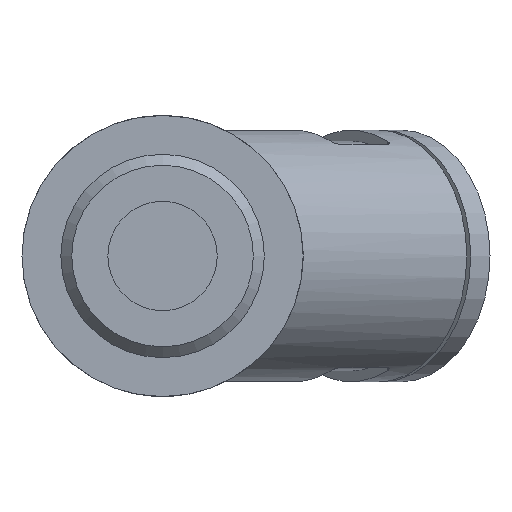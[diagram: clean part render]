
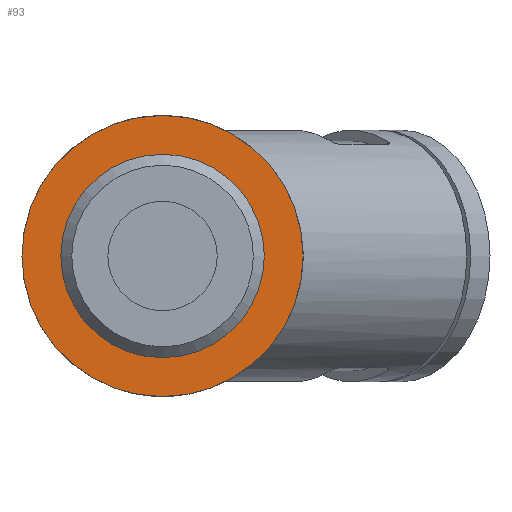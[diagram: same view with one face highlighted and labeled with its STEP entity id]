
A CAD part, front view. The second image highlights one B-rep face of the part: STEP entity #93.
In plain terms, the highlighted planar face has unit normal (0, -1, 0).
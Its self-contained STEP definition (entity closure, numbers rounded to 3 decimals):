
#93 = ADVANCED_FACE( '', ( #163, #164 ), #165, .F. );
#163 = FACE_BOUND( '', #260, .T. );
#164 = FACE_OUTER_BOUND( '', #261, .T. );
#165 = PLANE( '', #262 );
#260 = EDGE_LOOP( '', ( #457 ) );
#261 = EDGE_LOOP( '', ( #458 ) );
#262 = AXIS2_PLACEMENT_3D( '', #459, #460, #461 );
#457 = ORIENTED_EDGE( '', *, *, #673, .F. );
#458 = ORIENTED_EDGE( '', *, *, #672, .F. );
#459 = CARTESIAN_POINT( '', ( 3.55, 5.5, 0. ) );
#460 = DIRECTION( '', ( 0., 1., 0. ) );
#461 = DIRECTION( '', ( 0., 0., 1. ) );
#672 = EDGE_CURVE( '', #814, #814, #815, .T. );
#673 = EDGE_CURVE( '', #816, #816, #817, .F. );
#814 = VERTEX_POINT( '', #1167 );
#815 = CIRCLE( '', #1168, 12.85 );
#816 = VERTEX_POINT( '', #1169 );
#817 = CIRCLE( '', #1170, 9.3 );
#1167 = CARTESIAN_POINT( '', ( 3.55, 5.5, 12.85 ) );
#1168 = AXIS2_PLACEMENT_3D( '', #1375, #1376, #1377 );
#1169 = CARTESIAN_POINT( '', ( 3.55, 5.5, 9.3 ) );
#1170 = AXIS2_PLACEMENT_3D( '', #1378, #1379, #1380 );
#1375 = CARTESIAN_POINT( '', ( 3.55, 5.5, 0. ) );
#1376 = DIRECTION( '', ( 0., 1., 0. ) );
#1377 = DIRECTION( '', ( 0., 0., 1. ) );
#1378 = CARTESIAN_POINT( '', ( 3.55, 5.5, 0. ) );
#1379 = DIRECTION( '', ( 0., 1., 0. ) );
#1380 = DIRECTION( '', ( 0., 0., 1. ) );
